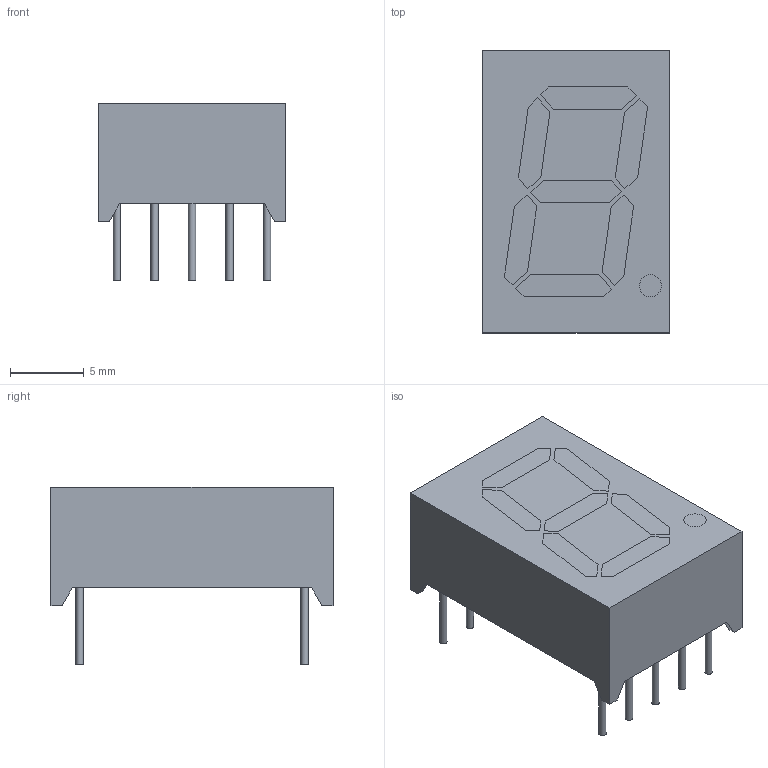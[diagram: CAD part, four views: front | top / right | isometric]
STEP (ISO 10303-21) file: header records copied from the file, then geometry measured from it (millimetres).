
FILE_DESCRIPTION(('STEP AP214'), '1');
FILE_NAME('SA56-21', '2018-02-08T18:41:22', ('Nobody'), (''), 'ASCON STEP Converter 1.3', 'ASCON Math Kernel', '');
FILE_SCHEMA(('AUTOMOTIVE_DESIGN { 1 0 10303 214 3 1 1}'));
Length unit declared in the file: millimetre
Bounding box: 12.7 x 19.1 x 12 mm (x, y, z)
Volume: 1593.7 mm3; surface area: 1034.4 mm2
Topology: 11 solids, 11 shells, 72 faces, 157 edges, 115 vertices
Faces by surface type: plane 58, cylinder 10, bspline 4
Full cylindrical faces by diameter (mm): 0.5 x10
Entity records: 2863 total; most frequent: CARTESIAN_POINT 602, DIRECTION 302, ORIENTED_EDGE 294, EDGE_CURVE 147, LINE 122, VECTOR 122, VERTEX_POINT 115, AXIS2_PLACEMENT_3D 90
